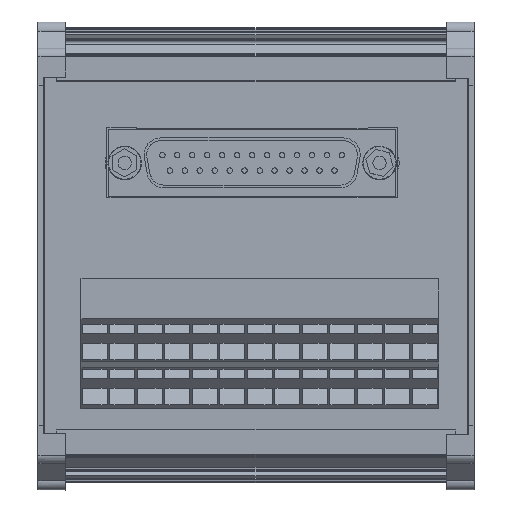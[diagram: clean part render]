
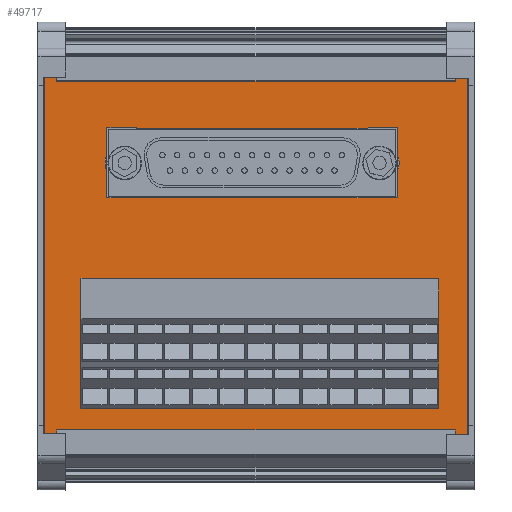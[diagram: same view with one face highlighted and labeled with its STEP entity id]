
A CAD part, top view. The second image highlights one B-rep face of the part: STEP entity #49717.
In plain terms, the highlighted planar face has unit normal (0, 0, 1).
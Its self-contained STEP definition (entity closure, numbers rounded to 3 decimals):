
#49362=AXIS2_PLACEMENT_3D('Circle Axis2P3D',#49360,#49361,$) ;
#49633=AXIS2_PLACEMENT_3D('Circle Axis2P3D',#49631,#49632,$) ;
#49647=AXIS2_PLACEMENT_3D('Plane Axis2P3D',#49644,#49645,#49646) ;
#4242=CARTESIAN_POINT('Vertex',(3.5,76.2,37.052)) ;
#4245=CARTESIAN_POINT('Line Origine',(3.5,76.7,37.052)) ;
#4249=CARTESIAN_POINT('Vertex',(3.5,77.2,37.052)) ;
#4312=CARTESIAN_POINT('Vertex',(1.25,76.2,37.052)) ;
#4315=CARTESIAN_POINT('Line Origine',(2.375,76.2,37.052)) ;
#4342=CARTESIAN_POINT('Line Origine',(2.375,10.4,37.052)) ;
#4346=CARTESIAN_POINT('Vertex',(3.5,10.4,37.052)) ;
#4348=CARTESIAN_POINT('Vertex',(1.25,10.4,37.052)) ;
#4433=CARTESIAN_POINT('Vertex',(3.5,9.4,37.052)) ;
#4436=CARTESIAN_POINT('Line Origine',(3.5,9.9,37.052)) ;
#4468=CARTESIAN_POINT('Vertex',(77.,10.2,37.052)) ;
#4471=CARTESIAN_POINT('Line Origine',(77.,9.8,37.052)) ;
#4475=CARTESIAN_POINT('Vertex',(77.,9.4,37.052)) ;
#4538=CARTESIAN_POINT('Vertex',(79.25,10.2,37.052)) ;
#4541=CARTESIAN_POINT('Line Origine',(78.125,10.2,37.052)) ;
#4568=CARTESIAN_POINT('Line Origine',(78.125,76.,37.052)) ;
#4572=CARTESIAN_POINT('Vertex',(77.,76.,37.052)) ;
#4574=CARTESIAN_POINT('Vertex',(79.25,76.,37.052)) ;
#4654=CARTESIAN_POINT('Vertex',(77.,77.2,37.052)) ;
#4657=CARTESIAN_POINT('Line Origine',(77.,76.6,37.052)) ;
#4715=CARTESIAN_POINT('Vertex',(7.94,39.02,37.052)) ;
#4718=CARTESIAN_POINT('Line Origine',(7.94,27.72,37.052)) ;
#4722=CARTESIAN_POINT('Vertex',(7.94,16.42,37.052)) ;
#4778=CARTESIAN_POINT('Line Origine',(40.96,39.02,37.052)) ;
#4782=CARTESIAN_POINT('Vertex',(73.98,39.02,37.052)) ;
#48900=CARTESIAN_POINT('Vertex',(73.98,16.42,37.052)) ;
#48903=CARTESIAN_POINT('Line Origine',(73.98,27.72,37.052)) ;
#48928=CARTESIAN_POINT('Line Origine',(40.96,16.42,37.052)) ;
#48951=CARTESIAN_POINT('Line Origine',(40.25,77.2,37.052)) ;
#48976=CARTESIAN_POINT('Line Origine',(79.25,43.1,37.052)) ;
#49001=CARTESIAN_POINT('Line Origine',(40.25,9.4,37.052)) ;
#49026=CARTESIAN_POINT('Line Origine',(1.25,43.3,37.052)) ;
#49350=CARTESIAN_POINT('Vertex',(66.335,61.815,37.052)) ;
#49357=CARTESIAN_POINT('Vertex',(66.335,58.905,37.052)) ;
#49360=CARTESIAN_POINT('Axis2P3D Location',(63.485,60.36,37.052)) ;
#49621=CARTESIAN_POINT('Vertex',(12.735,58.905,37.052)) ;
#49628=CARTESIAN_POINT('Vertex',(12.735,61.815,37.052)) ;
#49631=CARTESIAN_POINT('Axis2P3D Location',(15.585,60.36,37.052)) ;
#49644=CARTESIAN_POINT('Axis2P3D Location',(1.25,9.4,37.052)) ;
#49669=CARTESIAN_POINT('Line Origine',(66.335,64.313,37.052)) ;
#49673=CARTESIAN_POINT('Vertex',(66.335,66.81,37.052)) ;
#49676=CARTESIAN_POINT('Line Origine',(66.335,56.407,37.052)) ;
#49680=CARTESIAN_POINT('Vertex',(66.335,53.91,37.052)) ;
#49683=CARTESIAN_POINT('Line Origine',(39.535,53.91,37.052)) ;
#49687=CARTESIAN_POINT('Vertex',(12.735,53.91,37.052)) ;
#49690=CARTESIAN_POINT('Line Origine',(12.735,56.407,37.052)) ;
#49695=CARTESIAN_POINT('Line Origine',(12.735,64.313,37.052)) ;
#49699=CARTESIAN_POINT('Vertex',(12.735,66.81,37.052)) ;
#49702=CARTESIAN_POINT('Line Origine',(39.535,66.81,37.052)) ;
#4246=DIRECTION('Vector Direction',(0.,1.,0.)) ;
#4316=DIRECTION('Vector Direction',(1.,0.,0.)) ;
#4343=DIRECTION('Vector Direction',(-1.,0.,0.)) ;
#4437=DIRECTION('Vector Direction',(0.,1.,0.)) ;
#4472=DIRECTION('Vector Direction',(0.,-1.,0.)) ;
#4542=DIRECTION('Vector Direction',(-1.,0.,0.)) ;
#4569=DIRECTION('Vector Direction',(1.,0.,0.)) ;
#4658=DIRECTION('Vector Direction',(0.,-1.,0.)) ;
#4719=DIRECTION('Vector Direction',(0.,-1.,0.)) ;
#4779=DIRECTION('Vector Direction',(-1.,0.,0.)) ;
#48904=DIRECTION('Vector Direction',(0.,-1.,0.)) ;
#48929=DIRECTION('Vector Direction',(-1.,0.,0.)) ;
#48952=DIRECTION('Vector Direction',(-1.,0.,0.)) ;
#48977=DIRECTION('Vector Direction',(0.,1.,0.)) ;
#49002=DIRECTION('Vector Direction',(1.,0.,0.)) ;
#49027=DIRECTION('Vector Direction',(0.,-1.,0.)) ;
#49361=DIRECTION('Axis2P3D Direction',(0.,0.,-1.)) ;
#49632=DIRECTION('Axis2P3D Direction',(0.,0.,-1.)) ;
#49645=DIRECTION('Axis2P3D Direction',(0.,0.,1.)) ;
#49646=DIRECTION('Axis2P3D XDirection',(0.,-1.,0.)) ;
#49670=DIRECTION('Vector Direction',(0.,1.,0.)) ;
#49677=DIRECTION('Vector Direction',(0.,1.,0.)) ;
#49684=DIRECTION('Vector Direction',(1.,0.,0.)) ;
#49691=DIRECTION('Vector Direction',(0.,-1.,0.)) ;
#49696=DIRECTION('Vector Direction',(0.,-1.,0.)) ;
#49703=DIRECTION('Vector Direction',(-1.,0.,0.)) ;
#4247=VECTOR('Line Direction',#4246,1.) ;
#4317=VECTOR('Line Direction',#4316,1.) ;
#4344=VECTOR('Line Direction',#4343,1.) ;
#4438=VECTOR('Line Direction',#4437,1.) ;
#4473=VECTOR('Line Direction',#4472,1.) ;
#4543=VECTOR('Line Direction',#4542,1.) ;
#4570=VECTOR('Line Direction',#4569,1.) ;
#4659=VECTOR('Line Direction',#4658,1.) ;
#4720=VECTOR('Line Direction',#4719,1.) ;
#4780=VECTOR('Line Direction',#4779,1.) ;
#48905=VECTOR('Line Direction',#48904,1.) ;
#48930=VECTOR('Line Direction',#48929,1.) ;
#48953=VECTOR('Line Direction',#48952,1.) ;
#48978=VECTOR('Line Direction',#48977,1.) ;
#49003=VECTOR('Line Direction',#49002,1.) ;
#49028=VECTOR('Line Direction',#49027,1.) ;
#49671=VECTOR('Line Direction',#49670,1.) ;
#49678=VECTOR('Line Direction',#49677,1.) ;
#49685=VECTOR('Line Direction',#49684,1.) ;
#49692=VECTOR('Line Direction',#49691,1.) ;
#49697=VECTOR('Line Direction',#49696,1.) ;
#49704=VECTOR('Line Direction',#49703,1.) ;
#49650=ORIENTED_EDGE('',*,*,#4251,.F.) ;
#49651=ORIENTED_EDGE('',*,*,#4319,.F.) ;
#49652=ORIENTED_EDGE('',*,*,#49030,.T.) ;
#49653=ORIENTED_EDGE('',*,*,#4350,.F.) ;
#49654=ORIENTED_EDGE('',*,*,#4440,.F.) ;
#49655=ORIENTED_EDGE('',*,*,#49005,.T.) ;
#49656=ORIENTED_EDGE('',*,*,#4477,.F.) ;
#49657=ORIENTED_EDGE('',*,*,#4545,.F.) ;
#49658=ORIENTED_EDGE('',*,*,#48980,.T.) ;
#49659=ORIENTED_EDGE('',*,*,#4576,.F.) ;
#49660=ORIENTED_EDGE('',*,*,#4661,.F.) ;
#49661=ORIENTED_EDGE('',*,*,#48955,.T.) ;
#49664=ORIENTED_EDGE('',*,*,#48932,.T.) ;
#49665=ORIENTED_EDGE('',*,*,#4724,.F.) ;
#49666=ORIENTED_EDGE('',*,*,#4784,.F.) ;
#49667=ORIENTED_EDGE('',*,*,#48907,.T.) ;
#49708=ORIENTED_EDGE('',*,*,#49675,.F.) ;
#49709=ORIENTED_EDGE('',*,*,#49364,.T.) ;
#49710=ORIENTED_EDGE('',*,*,#49682,.F.) ;
#49711=ORIENTED_EDGE('',*,*,#49689,.F.) ;
#49712=ORIENTED_EDGE('',*,*,#49694,.F.) ;
#49713=ORIENTED_EDGE('',*,*,#49635,.T.) ;
#49714=ORIENTED_EDGE('',*,*,#49701,.F.) ;
#49715=ORIENTED_EDGE('',*,*,#49706,.F.) ;
#49668=FACE_BOUND('',#49663,.T.) ;
#49716=FACE_BOUND('',#49707,.T.) ;
#49717=ADVANCED_FACE('NONE',(#49662,#49668,#49716),#49648,.T.) ;
#49363=CIRCLE('generated circle',#49362,3.2) ;
#49634=CIRCLE('generated circle',#49633,3.2) ;
#4251=EDGE_CURVE('',#4243,#4250,#4248,.T.) ;
#4319=EDGE_CURVE('',#4313,#4243,#4318,.T.) ;
#4350=EDGE_CURVE('',#4347,#4349,#4345,.T.) ;
#4440=EDGE_CURVE('',#4434,#4347,#4439,.T.) ;
#4477=EDGE_CURVE('',#4469,#4476,#4474,.T.) ;
#4545=EDGE_CURVE('',#4539,#4469,#4544,.T.) ;
#4576=EDGE_CURVE('',#4573,#4575,#4571,.T.) ;
#4661=EDGE_CURVE('',#4655,#4573,#4660,.T.) ;
#4724=EDGE_CURVE('',#4716,#4723,#4721,.T.) ;
#4784=EDGE_CURVE('',#4783,#4716,#4781,.T.) ;
#48907=EDGE_CURVE('',#4783,#48901,#48906,.T.) ;
#48932=EDGE_CURVE('',#48901,#4723,#48931,.T.) ;
#48955=EDGE_CURVE('',#4655,#4250,#48954,.T.) ;
#48980=EDGE_CURVE('',#4539,#4575,#48979,.T.) ;
#49005=EDGE_CURVE('',#4434,#4476,#49004,.T.) ;
#49030=EDGE_CURVE('',#4313,#4349,#49029,.T.) ;
#49364=EDGE_CURVE('',#49351,#49358,#49363,.T.) ;
#49635=EDGE_CURVE('',#49622,#49629,#49634,.T.) ;
#49675=EDGE_CURVE('',#49351,#49674,#49672,.T.) ;
#49682=EDGE_CURVE('',#49681,#49358,#49679,.T.) ;
#49689=EDGE_CURVE('',#49688,#49681,#49686,.T.) ;
#49694=EDGE_CURVE('',#49622,#49688,#49693,.T.) ;
#49701=EDGE_CURVE('',#49700,#49629,#49698,.T.) ;
#49706=EDGE_CURVE('',#49674,#49700,#49705,.T.) ;
#49649=EDGE_LOOP('',(#49650,#49651,#49652,#49653,#49654,#49655,#49656,#49657,#49658,#49659,#49660,#49661)) ;
#49663=EDGE_LOOP('',(#49664,#49665,#49666,#49667)) ;
#49707=EDGE_LOOP('',(#49708,#49709,#49710,#49711,#49712,#49713,#49714,#49715)) ;
#49662=FACE_OUTER_BOUND('',#49649,.T.) ;
#4248=LINE('Line',#4245,#4247) ;
#4318=LINE('Line',#4315,#4317) ;
#4345=LINE('Line',#4342,#4344) ;
#4439=LINE('Line',#4436,#4438) ;
#4474=LINE('Line',#4471,#4473) ;
#4544=LINE('Line',#4541,#4543) ;
#4571=LINE('Line',#4568,#4570) ;
#4660=LINE('Line',#4657,#4659) ;
#4721=LINE('Line',#4718,#4720) ;
#4781=LINE('Line',#4778,#4780) ;
#48906=LINE('Line',#48903,#48905) ;
#48931=LINE('Line',#48928,#48930) ;
#48954=LINE('Line',#48951,#48953) ;
#48979=LINE('Line',#48976,#48978) ;
#49004=LINE('Line',#49001,#49003) ;
#49029=LINE('Line',#49026,#49028) ;
#49672=LINE('Line',#49669,#49671) ;
#49679=LINE('Line',#49676,#49678) ;
#49686=LINE('Line',#49683,#49685) ;
#49693=LINE('Line',#49690,#49692) ;
#49698=LINE('Line',#49695,#49697) ;
#49705=LINE('Line',#49702,#49704) ;
#49648=PLANE('',#49647) ;
#4243=VERTEX_POINT('',#4242) ;
#4250=VERTEX_POINT('',#4249) ;
#4313=VERTEX_POINT('',#4312) ;
#4347=VERTEX_POINT('',#4346) ;
#4349=VERTEX_POINT('',#4348) ;
#4434=VERTEX_POINT('',#4433) ;
#4469=VERTEX_POINT('',#4468) ;
#4476=VERTEX_POINT('',#4475) ;
#4539=VERTEX_POINT('',#4538) ;
#4573=VERTEX_POINT('',#4572) ;
#4575=VERTEX_POINT('',#4574) ;
#4655=VERTEX_POINT('',#4654) ;
#4716=VERTEX_POINT('',#4715) ;
#4723=VERTEX_POINT('',#4722) ;
#4783=VERTEX_POINT('',#4782) ;
#48901=VERTEX_POINT('',#48900) ;
#49351=VERTEX_POINT('',#49350) ;
#49358=VERTEX_POINT('',#49357) ;
#49622=VERTEX_POINT('',#49621) ;
#49629=VERTEX_POINT('',#49628) ;
#49674=VERTEX_POINT('',#49673) ;
#49681=VERTEX_POINT('',#49680) ;
#49688=VERTEX_POINT('',#49687) ;
#49700=VERTEX_POINT('',#49699) ;
